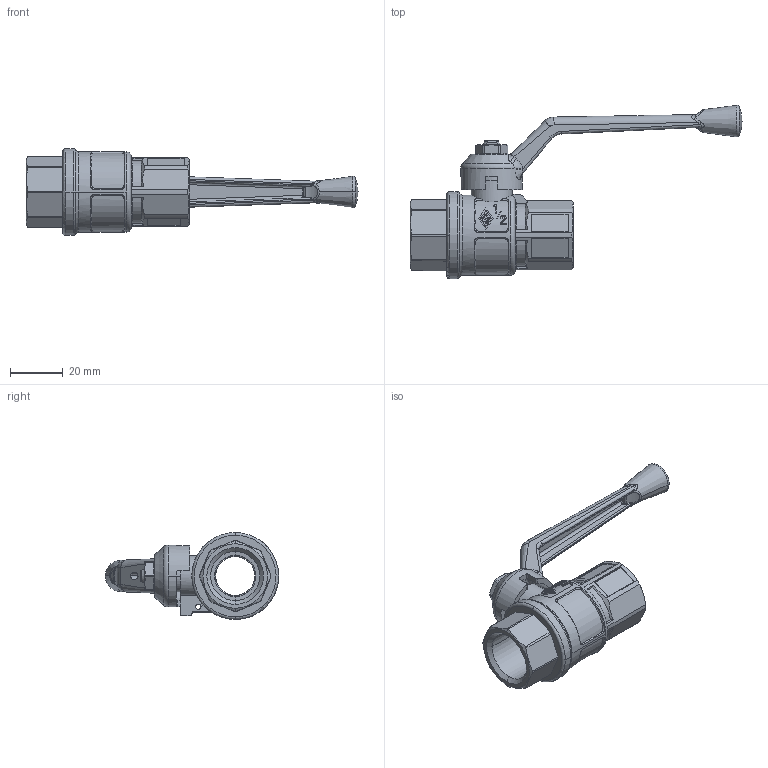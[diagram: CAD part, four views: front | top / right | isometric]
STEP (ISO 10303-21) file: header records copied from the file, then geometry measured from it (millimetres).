
FILE_DESCRIPTION(('Creo Elements/Direct Modeling STEP Export'),'2;1');
FILE_NAME('9010040000.stp','2021-05-26T 9:53:05',(''),(''),'Creo Elements/Direct Modeling STEP processor for AP214 (Solid Model)','Creo Elements/Direct Modeling 20.1D 10-Oct-2020 (C) Parametric Technology GmbH','');
FILE_SCHEMA(('AUTOMOTIVE_DESIGN { 1 0 10303 214 1 1 1 1 }'));
Length unit declared in the file: millimetre
Products named in the file (2): 9010040000
Assembly tree (1 placements, depth 2):
  9010040000
    9010040000
Bounding box: 126 x 65.8 x 33 mm (x, y, z)
Volume: 31830.2 mm3; surface area: 16109.1 mm2
Topology: 1 solids, 1 shells, 541 faces, 1432 edges, 912 vertices
Faces by surface type: plane 212, cylinder 141, cone 85, bspline 75, torus 26, sphere 2
Entity records: 29336 total; most frequent: CARTESIAN_POINT 15122, ORIENTED_EDGE 2856, DIRECTION 2217, EDGE_CURVE 1428, VERTEX_POINT 912, AXIS2_PLACEMENT_3D 859, EDGE_LOOP 572, FACE_OUTER_BOUND 541
